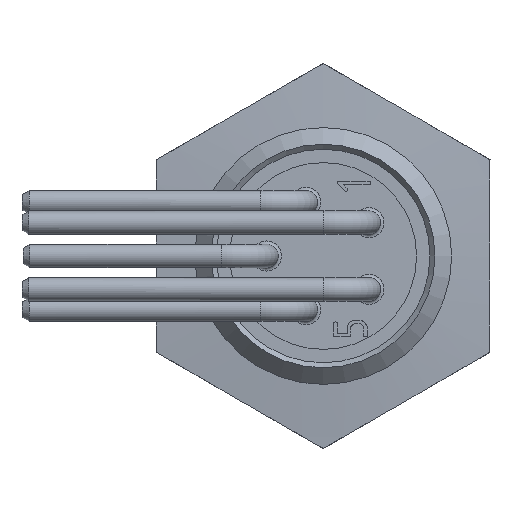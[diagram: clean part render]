
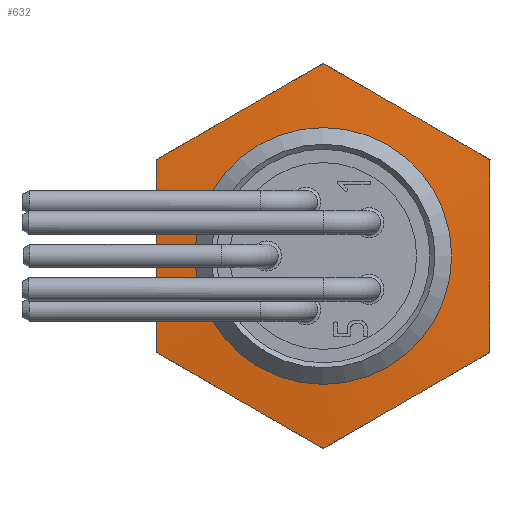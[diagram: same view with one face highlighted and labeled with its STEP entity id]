
A CAD part, left-side view. The second image highlights one B-rep face of the part: STEP entity #632.
In plain terms, the highlighted conical face has half-angle 85 degrees and reference radius 9.13 mm.
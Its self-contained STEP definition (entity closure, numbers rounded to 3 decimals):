
#475=B_SPLINE_CURVE_WITH_KNOTS('',3,(#3626,#3627,#3628,#3629,#3630,#3631,
#3632),.UNSPECIFIED.,.F.,.F.,(4,3,4),(0.,0.876,1.),.UNSPECIFIED.);
#477=B_SPLINE_CURVE_WITH_KNOTS('',3,(#3678,#3679,#3680,#3681),.UNSPECIFIED.,
 .F.,.F.,(4,4),(0.,1.),.UNSPECIFIED.);
#479=B_SPLINE_CURVE_WITH_KNOTS('',3,(#3689,#3690,#3691,#3692),.UNSPECIFIED.,
 .F.,.F.,(4,4),(0.,1.),.UNSPECIFIED.);
#481=B_SPLINE_CURVE_WITH_KNOTS('',3,(#3700,#3701,#3702,#3703,#3704,#3705,
#3706),.UNSPECIFIED.,.F.,.F.,(4,3,4),(0.,0.124,1.),.UNSPECIFIED.);
#483=B_SPLINE_CURVE_WITH_KNOTS('',3,(#3714,#3715,#3716,#3717),.UNSPECIFIED.,
 .F.,.F.,(4,4),(0.,1.),.UNSPECIFIED.);
#485=B_SPLINE_CURVE_WITH_KNOTS('',3,(#3725,#3726,#3727,#3728),.UNSPECIFIED.,
 .F.,.F.,(4,4),(0.,1.),.UNSPECIFIED.);
#556=CONICAL_SURFACE('',#2565,9.13,85.);
#632=ADVANCED_FACE('',(#827,#828),#556,.T.);
#827=FACE_BOUND('',#975,.T.);
#828=FACE_BOUND('',#976,.T.);
#975=EDGE_LOOP('',(#1397));
#976=EDGE_LOOP('',(#1398,#1399,#1400,#1401,#1402,#1403));
#1203=CIRCLE('',#2538,3.85);
#1397=ORIENTED_EDGE('',*,*,#2179,.F.);
#1398=ORIENTED_EDGE('',*,*,#2216,.F.);
#1399=ORIENTED_EDGE('',*,*,#2213,.F.);
#1400=ORIENTED_EDGE('',*,*,#2210,.F.);
#1401=ORIENTED_EDGE('',*,*,#2207,.F.);
#1402=ORIENTED_EDGE('',*,*,#2204,.F.);
#1403=ORIENTED_EDGE('',*,*,#2184,.F.);
#1952=VERTEX_POINT('',#3612);
#1957=VERTEX_POINT('',#3625);
#1958=VERTEX_POINT('',#3633);
#1974=VERTEX_POINT('',#3682);
#1975=VERTEX_POINT('',#3693);
#1976=VERTEX_POINT('',#3707);
#1977=VERTEX_POINT('',#3718);
#2179=EDGE_CURVE('',#1952,#1952,#1203,.T.);
#2184=EDGE_CURVE('',#1957,#1958,#475,.T.);
#2204=EDGE_CURVE('',#1958,#1974,#477,.T.);
#2207=EDGE_CURVE('',#1974,#1975,#479,.T.);
#2210=EDGE_CURVE('',#1975,#1976,#481,.T.);
#2213=EDGE_CURVE('',#1976,#1977,#483,.T.);
#2216=EDGE_CURVE('',#1977,#1957,#485,.T.);
#2538=AXIS2_PLACEMENT_3D('',#3611,#2912,#2913);
#2565=AXIS2_PLACEMENT_3D('',#3745,#2987,#2988);
#2912=DIRECTION('',(-1.,0.,0.));
#2913=DIRECTION('',(0.,0.,1.));
#2987=DIRECTION('',(1.,0.,0.));
#2988=DIRECTION('',(0.,0.,-1.));
#3611=CARTESIAN_POINT('',(1.3,0.,0.));
#3612=CARTESIAN_POINT('',(1.3,0.,3.85));
#3625=CARTESIAN_POINT('',(1.468,-5.,2.887));
#3626=CARTESIAN_POINT('',(1.468,-5.,2.887));
#3627=CARTESIAN_POINT('',(1.395,-5.,1.203));
#3628=CARTESIAN_POINT('',(1.381,-5.,-0.484));
#3629=CARTESIAN_POINT('',(1.44,-5.,-2.168));
#3630=CARTESIAN_POINT('',(1.448,-5.,-2.408));
#3631=CARTESIAN_POINT('',(1.458,-5.,-2.647));
#3632=CARTESIAN_POINT('',(1.468,-5.,-2.887));
#3633=CARTESIAN_POINT('',(1.468,-5.,-2.887));
#3678=CARTESIAN_POINT('',(1.468,-5.,-2.887));
#3679=CARTESIAN_POINT('',(1.384,-3.335,-3.848));
#3680=CARTESIAN_POINT('',(1.384,-1.665,-4.812));
#3681=CARTESIAN_POINT('',(1.468,0.,-5.774));
#3682=CARTESIAN_POINT('',(1.468,0.,-5.774));
#3689=CARTESIAN_POINT('',(1.468,0.,-5.774));
#3690=CARTESIAN_POINT('',(1.384,1.665,-4.812));
#3691=CARTESIAN_POINT('',(1.384,3.335,-3.848));
#3692=CARTESIAN_POINT('',(1.468,5.,-2.887));
#3693=CARTESIAN_POINT('',(1.468,5.,-2.887));
#3700=CARTESIAN_POINT('',(1.468,5.,-2.887));
#3701=CARTESIAN_POINT('',(1.458,5.,-2.647));
#3702=CARTESIAN_POINT('',(1.448,5.,-2.408));
#3703=CARTESIAN_POINT('',(1.44,5.,-2.168));
#3704=CARTESIAN_POINT('',(1.381,5.,-0.484));
#3705=CARTESIAN_POINT('',(1.395,5.,1.203));
#3706=CARTESIAN_POINT('',(1.468,5.,2.887));
#3707=CARTESIAN_POINT('',(1.468,5.,2.887));
#3714=CARTESIAN_POINT('',(1.468,5.,2.887));
#3715=CARTESIAN_POINT('',(1.384,3.335,3.848));
#3716=CARTESIAN_POINT('',(1.384,1.665,4.812));
#3717=CARTESIAN_POINT('',(1.468,0.,5.774));
#3718=CARTESIAN_POINT('',(1.468,0.,5.774));
#3725=CARTESIAN_POINT('',(1.468,0.,5.774));
#3726=CARTESIAN_POINT('',(1.384,-1.665,4.812));
#3727=CARTESIAN_POINT('',(1.384,-3.335,3.848));
#3728=CARTESIAN_POINT('',(1.468,-5.,2.887));
#3745=CARTESIAN_POINT('',(1.762,0.,0.));
